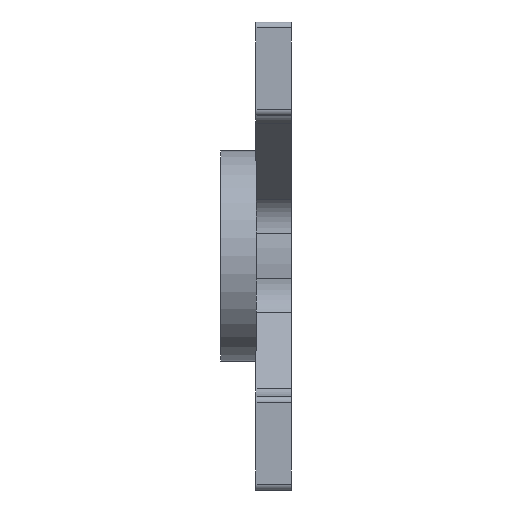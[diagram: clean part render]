
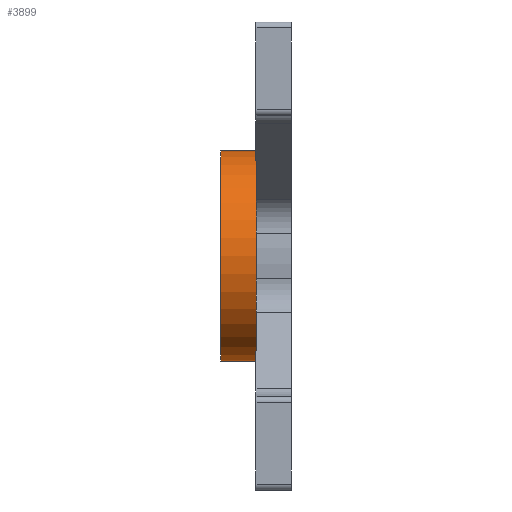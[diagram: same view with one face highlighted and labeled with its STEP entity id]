
A CAD part, left-side view. The second image highlights one B-rep face of the part: STEP entity #3899.
In plain terms, the highlighted cylindrical face has radius 9 mm (diameter 18 mm), a partial arc.
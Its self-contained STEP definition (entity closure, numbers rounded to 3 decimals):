
#32 = VECTOR ( 'NONE', #1048, 1000. ) ;
#73 = AXIS2_PLACEMENT_3D ( 'NONE', #2782, #2051, #2813 ) ;
#288 = ORIENTED_EDGE ( 'NONE', *, *, #3042, .F. ) ;
#393 = DIRECTION ( 'NONE',  ( 0., -1., 0. ) ) ;
#605 = CARTESIAN_POINT ( 'NONE',  ( 0., 37.456, -9. ) ) ;
#654 = VERTEX_POINT ( 'NONE', #2682 ) ;
#860 = ORIENTED_EDGE ( 'NONE', *, *, #2062, .T. ) ;
#962 = VERTEX_POINT ( 'NONE', #1201 ) ;
#987 = AXIS2_PLACEMENT_3D ( 'NONE', #2865, #3337, #2569 ) ;
#1048 = DIRECTION ( 'NONE',  ( 0., -1., 0. ) ) ;
#1139 = CIRCLE ( 'NONE', #73, 9. ) ;
#1201 = CARTESIAN_POINT ( 'NONE',  ( 0., 3., -9. ) ) ;
#1227 = CARTESIAN_POINT ( 'NONE',  ( 0., 37.456, 9. ) ) ;
#1260 = CYLINDRICAL_SURFACE ( 'NONE', #4766, 9. ) ;
#1489 = EDGE_CURVE ( 'NONE', #654, #962, #3001, .T. ) ;
#1492 = EDGE_LOOP ( 'NONE', ( #288, #3676, #3790, #860 ) ) ;
#1570 = VECTOR ( 'NONE', #4685, 1000. ) ;
#1625 = CARTESIAN_POINT ( 'NONE',  ( 0., 6., 9. ) ) ;
#1815 = CIRCLE ( 'NONE', #987, 9. ) ;
#1848 = FACE_OUTER_BOUND ( 'NONE', #1492, .T. ) ;
#1859 = VERTEX_POINT ( 'NONE', #1625 ) ;
#2051 = DIRECTION ( 'NONE',  ( 0., 1., 0. ) ) ;
#2062 = EDGE_CURVE ( 'NONE', #962, #3451, #1815, .T. ) ;
#2269 = CARTESIAN_POINT ( 'NONE',  ( 0., 37.456, 0. ) ) ;
#2565 = LINE ( 'NONE', #1227, #1570 ) ;
#2569 = DIRECTION ( 'NONE',  ( 0., 0., 1. ) ) ;
#2628 = CARTESIAN_POINT ( 'NONE',  ( 0., 3., 9. ) ) ;
#2682 = CARTESIAN_POINT ( 'NONE',  ( 0., 6., -9. ) ) ;
#2782 = CARTESIAN_POINT ( 'NONE',  ( 0., 6., 0. ) ) ;
#2813 = DIRECTION ( 'NONE',  ( 0., 0., 1. ) ) ;
#2865 = CARTESIAN_POINT ( 'NONE',  ( 0., 3., 0. ) ) ;
#3001 = LINE ( 'NONE', #605, #32 ) ;
#3042 = EDGE_CURVE ( 'NONE', #1859, #3451, #2565, .T. ) ;
#3337 = DIRECTION ( 'NONE',  ( 0., 1., 0. ) ) ;
#3451 = VERTEX_POINT ( 'NONE', #2628 ) ;
#3676 = ORIENTED_EDGE ( 'NONE', *, *, #3951, .F. ) ;
#3790 = ORIENTED_EDGE ( 'NONE', *, *, #1489, .T. ) ;
#3899 = ADVANCED_FACE ( 'NONE', ( #1848 ), #1260, .T. ) ;
#3951 = EDGE_CURVE ( 'NONE', #654, #1859, #1139, .T. ) ;
#4685 = DIRECTION ( 'NONE',  ( 0., -1., 0. ) ) ;
#4689 = DIRECTION ( 'NONE',  ( 0., 0., -1. ) ) ;
#4766 = AXIS2_PLACEMENT_3D ( 'NONE', #2269, #393, #4689 ) ;
